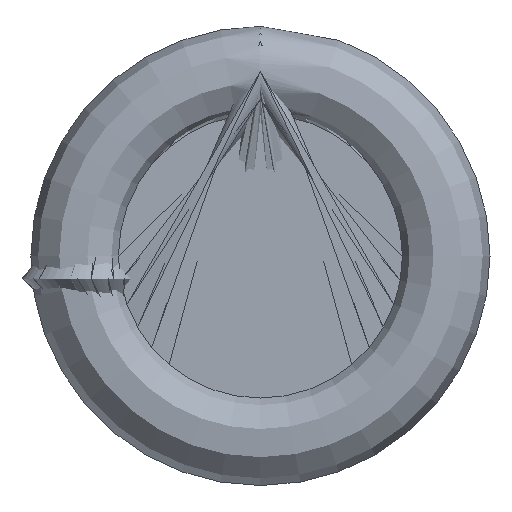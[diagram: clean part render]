
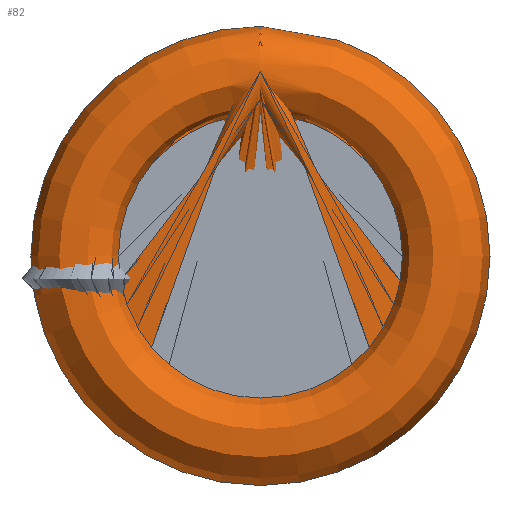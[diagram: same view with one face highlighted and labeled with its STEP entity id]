
A CAD part, left-side view. The second image highlights one B-rep face of the part: STEP entity #82.
In plain terms, the highlighted face is a revolution surface.
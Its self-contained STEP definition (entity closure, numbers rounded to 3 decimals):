
#55=SURFACE_OF_REVOLUTION('',#57,#56);
#56=AXIS1_PLACEMENT('',#459,#332);
#57=B_SPLINE_CURVE_WITH_KNOTS('',3,(#395,#396,#397,#398,#399,#400,#401,
#402,#403,#404,#405,#406,#407,#408,#409,#410,#411,#412,#413,#414,#415,#416,
#417,#418,#419,#420,#421,#422,#423,#424,#425,#426,#427,#428,#429,#430,#431,
#432,#433,#434,#435,#436,#437,#438,#439,#440,#441,#442,#443,#444,#445,#446,
#447,#448,#449,#450,#451,#452,#453,#454,#455,#456,#457,#458),
 .UNSPECIFIED.,.T.,.F.,(2,2,2,2,2,2,2,2,2,2,2,2,2,2,2,2,2,2,2,2,2,2,2,2,
2,2,2,2,2,2,2,2,2,2),(-0.031,0.,0.063,0.094,0.125,0.156,0.188,0.219,
0.25,0.281,0.313,0.344,0.375,0.406,0.438,0.469,0.5,0.531,0.563,
0.594,0.625,0.656,0.688,0.719,0.75,0.781,0.813,0.844,0.875,
0.906,0.938,0.969,1.,1.063),.UNSPECIFIED.);
#82=ADVANCED_FACE('',(#112,#113),#55,.T.);
#112=FACE_BOUND('',#146,.T.);
#113=FACE_BOUND('',#147,.T.);
#146=EDGE_LOOP('',(#182));
#147=EDGE_LOOP('',(#183));
#182=ORIENTED_EDGE('',*,*,#228,.F.);
#183=ORIENTED_EDGE('',*,*,#227,.T.);
#209=VERTEX_POINT('',#391);
#210=VERTEX_POINT('',#394);
#227=EDGE_CURVE('',#209,#209,#245,.T.);
#228=EDGE_CURVE('',#210,#210,#246,.T.);
#245=CIRCLE('',#272,19.707);
#246=CIRCLE('',#274,12.45);
#272=AXIS2_PLACEMENT_3D('',#390,#326,#327);
#274=AXIS2_PLACEMENT_3D('',#393,#330,#331);
#326=DIRECTION('',(-1.,0.,0.));
#327=DIRECTION('',(0.,0.,1.));
#330=DIRECTION('',(-1.,0.,0.));
#331=DIRECTION('',(0.,0.,1.));
#332=DIRECTION('',(-1.,0.,0.));
#390=CARTESIAN_POINT('',(6.822,0.,0.));
#391=CARTESIAN_POINT('',(6.822,0.,19.707));
#393=CARTESIAN_POINT('',(3.,0.,0.));
#394=CARTESIAN_POINT('',(3.,0.,12.45));
#395=CARTESIAN_POINT('',(0.872,16.298,0.));
#396=CARTESIAN_POINT('',(0.872,15.483,0.));
#397=CARTESIAN_POINT('',(0.982,14.943,0.));
#398=CARTESIAN_POINT('',(1.294,14.203,0.));
#399=CARTESIAN_POINT('',(1.424,13.963,0.));
#400=CARTESIAN_POINT('',(1.728,13.517,0.));
#401=CARTESIAN_POINT('',(1.9,13.312,0.));
#402=CARTESIAN_POINT('',(2.283,12.936,0.));
#403=CARTESIAN_POINT('',(2.496,12.764,0.));
#404=CARTESIAN_POINT('',(2.945,12.47,0.));
#405=CARTESIAN_POINT('',(3.183,12.346,0.));
#406=CARTESIAN_POINT('',(3.683,12.143,0.));
#407=CARTESIAN_POINT('',(3.944,12.066,0.));
#408=CARTESIAN_POINT('',(4.47,11.965,0.));
#409=CARTESIAN_POINT('',(4.738,11.939,0.));
#410=CARTESIAN_POINT('',(5.28,11.94,0.));
#411=CARTESIAN_POINT('',(5.547,11.967,0.));
#412=CARTESIAN_POINT('',(6.073,12.071,0.));
#413=CARTESIAN_POINT('',(6.335,12.149,0.));
#414=CARTESIAN_POINT('',(6.833,12.354,0.));
#415=CARTESIAN_POINT('',(7.07,12.479,0.));
#416=CARTESIAN_POINT('',(7.519,12.775,0.));
#417=CARTESIAN_POINT('',(7.731,12.948,0.));
#418=CARTESIAN_POINT('',(8.112,13.325,0.));
#419=CARTESIAN_POINT('',(8.284,13.532,0.));
#420=CARTESIAN_POINT('',(8.586,13.981,0.));
#421=CARTESIAN_POINT('',(8.714,14.219,0.));
#422=CARTESIAN_POINT('',(8.92,14.714,0.));
#423=CARTESIAN_POINT('',(8.999,14.974,0.));
#424=CARTESIAN_POINT('',(9.104,15.504,0.));
#425=CARTESIAN_POINT('',(9.129,15.77,0.));
#426=CARTESIAN_POINT('',(9.127,16.307,0.));
#427=CARTESIAN_POINT('',(9.099,16.58,0.));
#428=CARTESIAN_POINT('',(8.992,17.106,0.));
#429=CARTESIAN_POINT('',(8.912,17.362,0.));
#430=CARTESIAN_POINT('',(8.703,17.859,0.));
#431=CARTESIAN_POINT('',(8.573,18.098,0.));
#432=CARTESIAN_POINT('',(8.272,18.541,0.));
#433=CARTESIAN_POINT('',(8.1,18.748,0.));
#434=CARTESIAN_POINT('',(7.713,19.129,0.));
#435=CARTESIAN_POINT('',(7.505,19.298,0.));
#436=CARTESIAN_POINT('',(7.057,19.593,0.));
#437=CARTESIAN_POINT('',(6.816,19.72,0.));
#438=CARTESIAN_POINT('',(6.317,19.924,0.));
#439=CARTESIAN_POINT('',(6.061,20.,0.));
#440=CARTESIAN_POINT('',(5.533,20.104,0.));
#441=CARTESIAN_POINT('',(5.261,20.13,0.));
#442=CARTESIAN_POINT('',(4.724,20.129,0.));
#443=CARTESIAN_POINT('',(4.458,20.103,0.));
#444=CARTESIAN_POINT('',(3.927,19.997,0.));
#445=CARTESIAN_POINT('',(3.668,19.919,0.));
#446=CARTESIAN_POINT('',(3.172,19.715,0.));
#447=CARTESIAN_POINT('',(2.933,19.588,0.));
#448=CARTESIAN_POINT('',(2.482,19.288,0.));
#449=CARTESIAN_POINT('',(2.275,19.119,0.));
#450=CARTESIAN_POINT('',(1.894,18.741,0.));
#451=CARTESIAN_POINT('',(1.719,18.53,0.));
#452=CARTESIAN_POINT('',(1.419,18.084,0.));
#453=CARTESIAN_POINT('',(1.292,17.848,0.));
#454=CARTESIAN_POINT('',(1.084,17.351,0.));
#455=CARTESIAN_POINT('',(1.004,17.09,0.));
#456=CARTESIAN_POINT('',(0.899,16.565,0.));
#457=CARTESIAN_POINT('',(0.872,16.298,0.));
#458=CARTESIAN_POINT('',(0.872,15.483,0.));
#459=CARTESIAN_POINT('',(0.,0.,0.));
